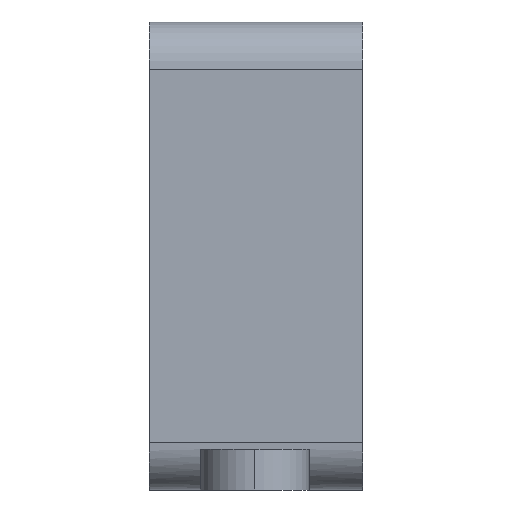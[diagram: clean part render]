
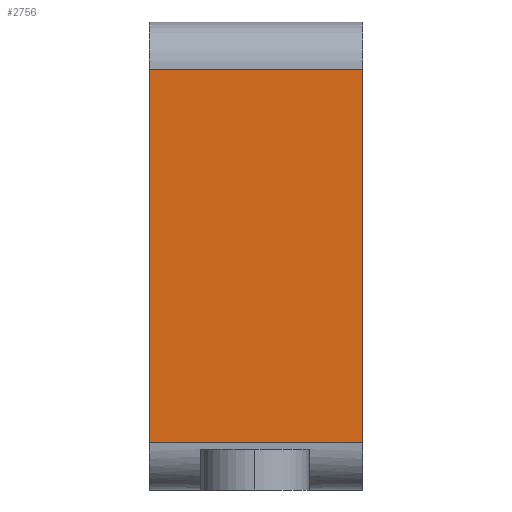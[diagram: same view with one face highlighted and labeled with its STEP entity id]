
A CAD part, left-side view. The second image highlights one B-rep face of the part: STEP entity #2756.
In plain terms, the highlighted planar face has unit normal (-1, 0, 0).
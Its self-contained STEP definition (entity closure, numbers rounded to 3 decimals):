
#49 = ORIENTED_EDGE ( 'NONE', *, *, #1196, .T. ) ;
#172 = DIRECTION ( 'NONE',  ( 0., -1., 0. ) ) ;
#193 = AXIS2_PLACEMENT_3D ( 'NONE', #1267, #2133, #2062 ) ;
#359 = VECTOR ( 'NONE', #1802, 1000. ) ;
#404 = FACE_OUTER_BOUND ( 'NONE', #951, .T. ) ;
#441 = VECTOR ( 'NONE', #3398, 1000. ) ;
#503 = VECTOR ( 'NONE', #4793, 1000. ) ;
#701 = LINE ( 'NONE', #4165, #441 ) ;
#757 = ORIENTED_EDGE ( 'NONE', *, *, #1849, .T. ) ;
#915 = CARTESIAN_POINT ( 'NONE',  ( -63.546, -3.25, 24.239 ) ) ;
#951 = EDGE_LOOP ( 'NONE', ( #4740, #49, #4118, #757 ) ) ;
#1165 = PLANE ( 'NONE',  #193 ) ;
#1196 = EDGE_CURVE ( 'NONE', #1729, #4614, #701, .T. ) ;
#1250 = VERTEX_POINT ( 'NONE', #4875 ) ;
#1267 = CARTESIAN_POINT ( 'NONE',  ( -63.546, -3.25, -4.761 ) ) ;
#1659 = CARTESIAN_POINT ( 'NONE',  ( -63.546, 12.5, -3.261 ) ) ;
#1729 = VERTEX_POINT ( 'NONE', #915 ) ;
#1746 = LINE ( 'NONE', #3251, #359 ) ;
#1802 = DIRECTION ( 'NONE',  ( 0., 0., 1. ) ) ;
#1849 = EDGE_CURVE ( 'NONE', #2073, #1250, #3190, .T. ) ;
#2059 = CARTESIAN_POINT ( 'NONE',  ( -63.546, -3.25, -3.261 ) ) ;
#2062 = DIRECTION ( 'NONE',  ( 0., 0., 1. ) ) ;
#2073 = VERTEX_POINT ( 'NONE', #1659 ) ;
#2133 = DIRECTION ( 'NONE',  ( -1., 0., 0. ) ) ;
#2531 = CARTESIAN_POINT ( 'NONE',  ( -63.546, 12.5, 0. ) ) ;
#2756 = ADVANCED_FACE ( 'NONE', ( #404 ), #1165, .T. ) ;
#2991 = CARTESIAN_POINT ( 'NONE',  ( -63.546, 12.5, 24.239 ) ) ;
#3040 = EDGE_CURVE ( 'NONE', #2073, #4614, #4499, .T. ) ;
#3190 = LINE ( 'NONE', #2059, #3591 ) ;
#3251 = CARTESIAN_POINT ( 'NONE',  ( -63.546, -3.25, 0. ) ) ;
#3398 = DIRECTION ( 'NONE',  ( 0., 1., 0. ) ) ;
#3591 = VECTOR ( 'NONE', #172, 1000. ) ;
#3831 = EDGE_CURVE ( 'NONE', #1250, #1729, #1746, .T. ) ;
#4118 = ORIENTED_EDGE ( 'NONE', *, *, #3040, .F. ) ;
#4165 = CARTESIAN_POINT ( 'NONE',  ( -63.546, -3.25, 24.239 ) ) ;
#4499 = LINE ( 'NONE', #2531, #503 ) ;
#4614 = VERTEX_POINT ( 'NONE', #2991 ) ;
#4740 = ORIENTED_EDGE ( 'NONE', *, *, #3831, .T. ) ;
#4793 = DIRECTION ( 'NONE',  ( 0., 0., 1. ) ) ;
#4875 = CARTESIAN_POINT ( 'NONE',  ( -63.546, -3.25, -3.261 ) ) ;
